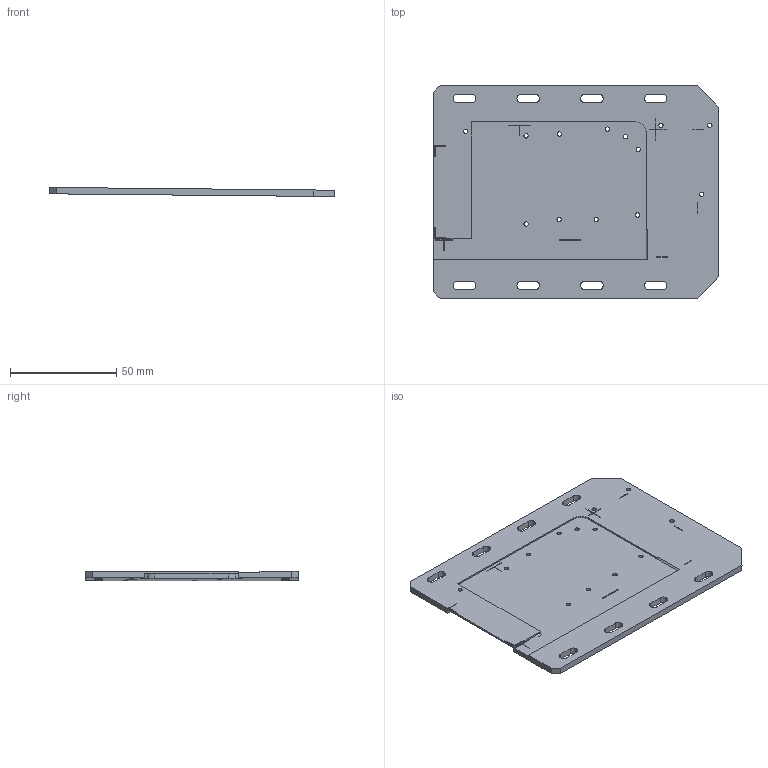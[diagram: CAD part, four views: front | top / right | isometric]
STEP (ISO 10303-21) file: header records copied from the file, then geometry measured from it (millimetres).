
FILE_DESCRIPTION(/* description */ (''),/* implementation_level */ '2;1');
FILE_NAME(/* name */ 'Al_board_v7.stp',/* time_stamp */ '2024-06-26T16:51:03+02:00',/* author */ (''),/* organization */ (''),/* preprocessor_version */ 'ST-DEVELOPER v19.4',/* originating_system */ 'SIEMENS PLM Software NX2306.5001',/* authorisation */ '');
FILE_SCHEMA (('AUTOMOTIVE_DESIGN { 1 0 10303 214 3 1 1 1 }'));
Length unit declared in the file: millimetre
Products named in the file (1): Al_board_assembly_v3_objects
Bounding box: 134.02 x 100 x 4.28 mm (x, y, z)
Volume: 33512 mm3; surface area: 28357 mm2
Topology: 1 solids, 1 shells, 142 faces, 408 edges, 274 vertices
Faces by surface type: plane 105, cylinder 36, cone 1
Full cylindrical faces by diameter (mm): 2.05 x13
Entity records: 4600 total; most frequent: CARTESIAN_POINT 798, ORIENTED_EDGE 770, DIRECTION 742, EDGE_CURVE 385, LINE 312, VECTOR 312, VERTEX_POINT 265, AXIS2_PLACEMENT_3D 215
